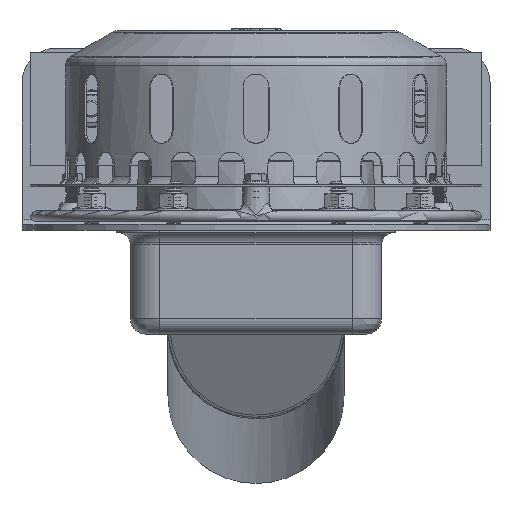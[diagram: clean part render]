
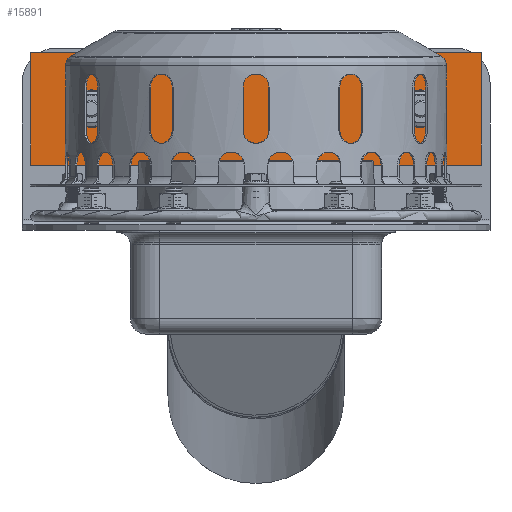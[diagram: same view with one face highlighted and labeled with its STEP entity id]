
A CAD part, left-side view. The second image highlights one B-rep face of the part: STEP entity #15891.
In plain terms, the highlighted planar face has unit normal (-1, 0, 0).
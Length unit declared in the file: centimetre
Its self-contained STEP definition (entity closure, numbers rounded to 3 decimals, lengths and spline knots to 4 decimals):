
#695=FACE_BOUND('',#3006,.T.);
#696=FACE_BOUND('',#3007,.T.);
#1200=PLANE('',#17641);
#1995=FACE_OUTER_BOUND('',#3005,.T.);
#3005=EDGE_LOOP('',(#13856,#13857,#13858,#13859));
#3006=EDGE_LOOP('',(#13860));
#3007=EDGE_LOOP('',(#13861));
#4104=LINE('',#33063,#5082);
#4107=LINE('',#33068,#5085);
#4110=LINE('',#33084,#5088);
#4112=LINE('',#33087,#5090);
#5082=VECTOR('',#21917,1.);
#5085=VECTOR('',#21922,1.);
#5088=VECTOR('',#21941,1.);
#5090=VECTOR('',#21945,1.);
#5935=CIRCLE('',#17636,8.);
#5936=CIRCLE('',#17638,8.);
#7349=VERTEX_POINT('',#33060);
#7350=VERTEX_POINT('',#33062);
#7351=VERTEX_POINT('',#33066);
#7354=VERTEX_POINT('',#33075);
#7355=VERTEX_POINT('',#33079);
#7356=VERTEX_POINT('',#33083);
#9541=EDGE_CURVE('',#7350,#7349,#4104,.T.);
#9544=EDGE_CURVE('',#7349,#7351,#4107,.T.);
#9547=EDGE_CURVE('',#7354,#7354,#5935,.T.);
#9549=EDGE_CURVE('',#7355,#7355,#5936,.T.);
#9551=EDGE_CURVE('',#7356,#7350,#4110,.T.);
#9553=EDGE_CURVE('',#7351,#7356,#4112,.T.);
#13856=ORIENTED_EDGE('',*,*,#9544,.T.);
#13857=ORIENTED_EDGE('',*,*,#9553,.T.);
#13858=ORIENTED_EDGE('',*,*,#9551,.T.);
#13859=ORIENTED_EDGE('',*,*,#9541,.T.);
#13860=ORIENTED_EDGE('',*,*,#9549,.T.);
#13861=ORIENTED_EDGE('',*,*,#9547,.T.);
#15891=ADVANCED_FACE('',(#1995,#695,#696),#1200,.T.);
#17636=AXIS2_PLACEMENT_3D('',#33076,#21931,#21932);
#17638=AXIS2_PLACEMENT_3D('',#33080,#21936,#21937);
#17641=AXIS2_PLACEMENT_3D('',#33088,#21946,#21947);
#21917=DIRECTION('',(0.,-1.,0.));
#21922=DIRECTION('',(0.,0.,1.));
#21931=DIRECTION('center_axis',(1.,0.,0.));
#21932=DIRECTION('ref_axis',(0.,1.,0.));
#21936=DIRECTION('center_axis',(1.,0.,0.));
#21937=DIRECTION('ref_axis',(0.,1.,0.));
#21941=DIRECTION('',(0.,0.,-1.));
#21945=DIRECTION('',(0.,1.,0.));
#21946=DIRECTION('center_axis',(-1.,0.,0.));
#21947=DIRECTION('ref_axis',(0.,1.,0.));
#33060=CARTESIAN_POINT('',(270.,-130.,37.4626));
#33062=CARTESIAN_POINT('',(270.,130.,37.4626));
#33063=CARTESIAN_POINT('',(270.,130.,37.4626));
#33066=CARTESIAN_POINT('',(270.,-130.,102.4626));
#33068=CARTESIAN_POINT('',(270.,-130.,37.4626));
#33075=CARTESIAN_POINT('',(270.,-103.,69.9626));
#33076=CARTESIAN_POINT('Origin',(270.,-95.,69.9626));
#33079=CARTESIAN_POINT('',(270.,87.,69.9626));
#33080=CARTESIAN_POINT('Origin',(270.,95.,69.9626));
#33083=CARTESIAN_POINT('',(270.,130.,102.4626));
#33084=CARTESIAN_POINT('',(270.,130.,102.4626));
#33087=CARTESIAN_POINT('',(270.,-130.,102.4626));
#33088=CARTESIAN_POINT('Origin',(270.,0.,69.9626));
